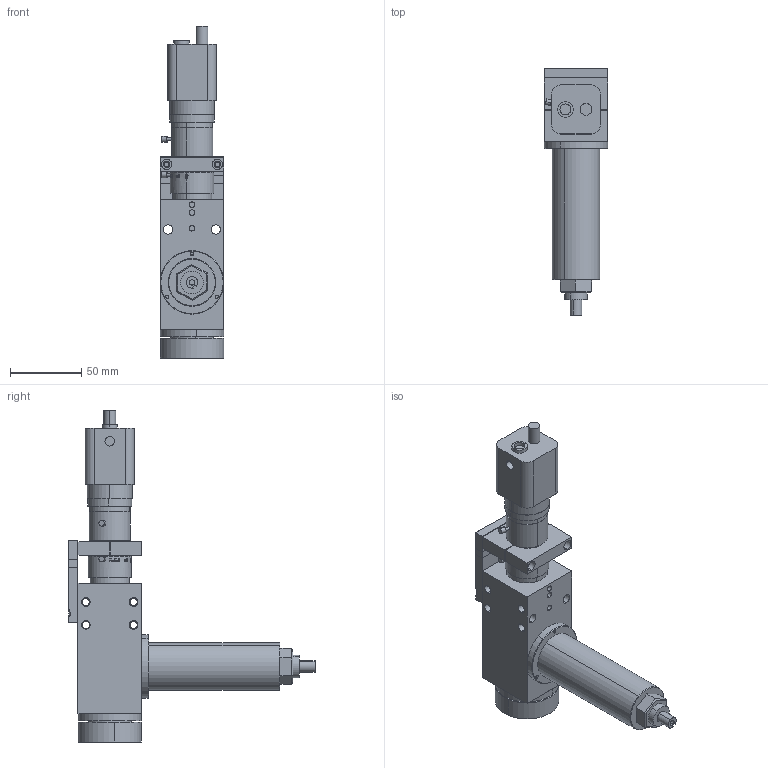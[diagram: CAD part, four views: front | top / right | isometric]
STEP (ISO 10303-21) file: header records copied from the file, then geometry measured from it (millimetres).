
FILE_DESCRIPTION (( 'STEP AP214' ), '1' );
FILE_NAME ('CCTV II 100-100 Rev A.STEP', '2016-07-22T16:57:21', ( 'user' ), ( '' ), 'SwSTEP 2.0', 'SolidWorks 2014', '' );
FILE_SCHEMA (( 'AUTOMOTIVE_DESIGN' ));
Length unit declared in the file: inch
Products named in the file (10): CCTV II 100-100 Rev A; Lens Cover Glass Assembly Single; New Focus Ring; New Focus Ring Holder Rev B II; New Focus Ring Holder clamp Rev B II; Camera Spacer 5mm Rev A; Camera Tilte Tip Plate II; Watec Camera WAT-902H3 Rev A; Fiber Optic Coupler 100mm Ach Lens Rev 1X; Housing Machined II
Assembly tree (9 placements, depth 2):
  CCTV II 100-100 Rev A
    Housing Machined II
    Fiber Optic Coupler 100mm Ach Lens Rev 1X
    Watec Camera WAT-902H3 Rev A
    Camera Tilte Tip Plate II
    Camera Spacer 5mm Rev A
    New Focus Ring Holder clamp Rev B II
    New Focus Ring Holder Rev B II
    New Focus Ring
    Lens Cover Glass Assembly Single
Bounding box: 44.46 x 172.31 x 232.41 mm (x, y, z)
Volume: 339289.4 mm3; surface area: 97748.5 mm2
Topology: 8 solids, 10 shells, 378 faces, 939 edges, 620 vertices
Faces by surface type: cylinder 184, plane 137, bspline 37, cone 20
Entity records: 15384 total; most frequent: CARTESIAN_POINT 4756, DIRECTION 1905, ORIENTED_EDGE 1870, EDGE_CURVE 939, AXIS2_PLACEMENT_3D 738, VERTEX_POINT 620, EDGE_LOOP 495, LINE 429
